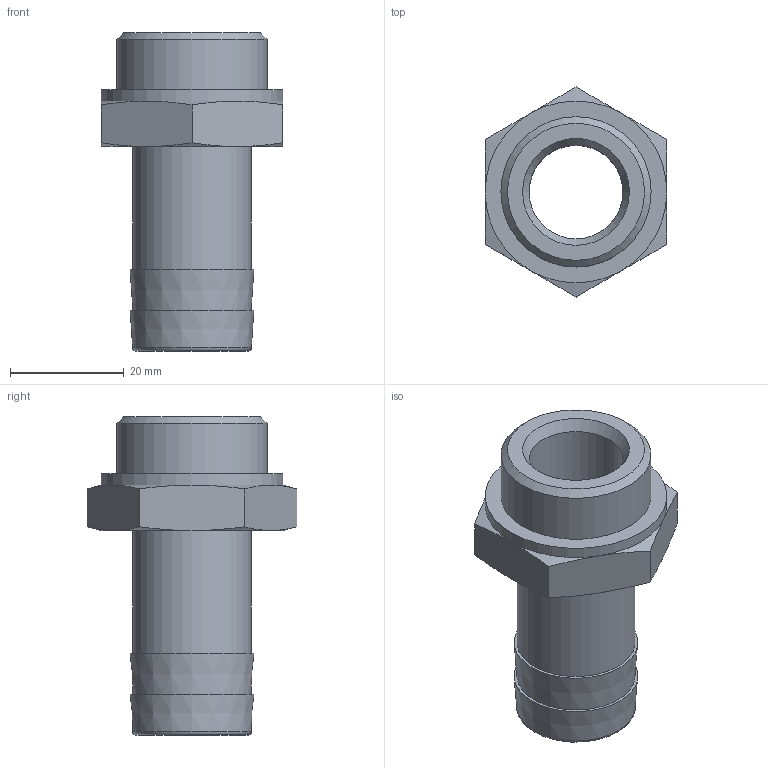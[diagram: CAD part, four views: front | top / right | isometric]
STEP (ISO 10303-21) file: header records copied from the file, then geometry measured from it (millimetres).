
FILE_DESCRIPTION(/* description */ ('STEP AP214'),/* implementation_level */ '2;1');
FILE_NAME(/* name */ '3613_N-3_4-P-19',/* time_stamp */ '2024-09-11T21:19:03+02:00',/* author */ ('License CC BY-ND 4.0'),/* organization */ ('CADENAS'),/* preprocessor_version */ 'ST-DEVELOPER v19.3',/* originating_system */ 'PARTsolutions',/* authorisation */ ' ');
FILE_SCHEMA (('AUTOMOTIVE_DESIGN {1 0 10303 214 3 1 1}'));
Length unit declared in the file: millimetre
Products named in the file (1): 3613 N-3/4-P-19
Bounding box: 32 x 36.95 x 56 mm (x, y, z)
Volume: 14535.9 mm3; surface area: 8454.5 mm2
Topology: 1 solids, 1 shells, 33 faces, 65 edges, 38 vertices
Faces by surface type: cone 16, plane 12, cylinder 4, torus 1
Full cylindrical faces by diameter (mm): 16.5 x1, 20.8 x1, 26.441 x1, 32 x1
Entity records: 1075 total; most frequent: CARTESIAN_POINT 200, DIRECTION 126, ORIENTED_EDGE 112, AXIS2_PLACEMENT_3D 60, EDGE_CURVE 56, EDGE_LOOP 48, FACE_BOUND 48, VERTEX_POINT 38
